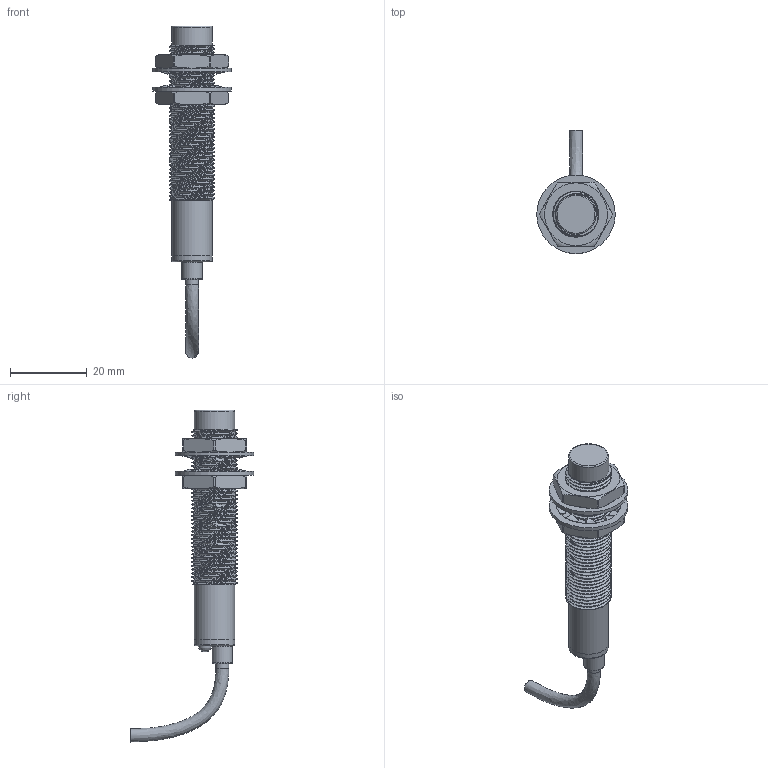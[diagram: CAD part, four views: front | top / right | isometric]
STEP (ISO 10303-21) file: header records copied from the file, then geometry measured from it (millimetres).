
FILE_DESCRIPTION(/* description */ (''),/* implementation_level */ '2;1');
FILE_NAME(/* name */ 'LJ12A3-4-Z_BX v6.step',/* time_stamp */ '2019-01-02T02:57:29+01:00',/* author */ ('joepluess'),/* organization */ (''),/* preprocessor_version */ 'ST-DEVELOPER v17.2',/* originating_system */ 'Autodesk Translation Framework v7.6.0.251',/* authorisation */ '');
FILE_SCHEMA (('AUTOMOTIVE_DESIGN { 1 0 10303 214 3 1 1 }'));
Length unit declared in the file: millimetre
Products named in the file (3): LJ12A3-4-Z/BX; 93925A300; Nut
Assembly tree (4 placements, depth 2):
  LJ12A3-4-Z/BX
    93925A300  x2
    Nut  x2
Bounding box: 20.5 x 32.29 x 86.7 mm (x, y, z)
Volume: 8482.2 mm3; surface area: 6625.1 mm2
Topology: 8 solids, 8 shells, 328 faces, 867 edges, 558 vertices
Faces by surface type: cylinder 190, bspline 81, plane 49, torus 8
Full cylindrical faces by diameter (mm): 5.3 x1, 10.5 x3, 10.741 x46, 11.035 x6, 11.884 x46, 12.152 x10, 20.5 x2
Entity records: 17484 total; most frequent: CARTESIAN_POINT 12296, ORIENTED_EDGE 1170, DIRECTION 819, EDGE_CURVE 585, VERTEX_POINT 376, AXIS2_PLACEMENT_3D 304, B_SPLINE_CURVE_WITH_KNOTS 258, EDGE_LOOP 231
